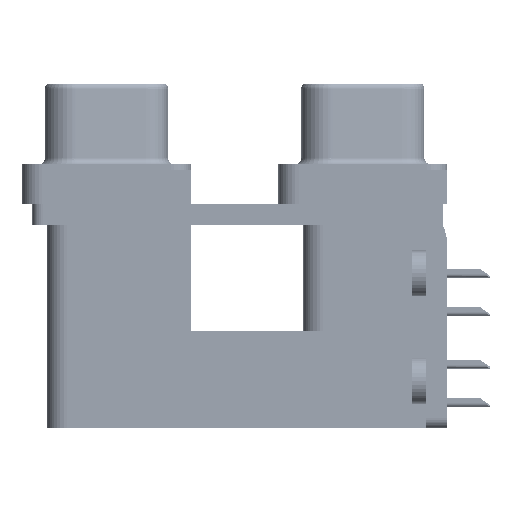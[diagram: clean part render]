
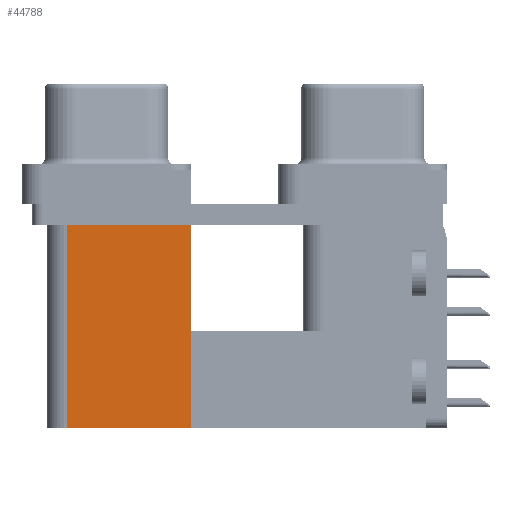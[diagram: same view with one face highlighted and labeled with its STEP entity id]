
A CAD part, left-side view. The second image highlights one B-rep face of the part: STEP entity #44788.
In plain terms, the highlighted planar face has unit normal (-1, 0, 0).
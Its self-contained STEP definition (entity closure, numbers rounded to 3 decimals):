
#251 = LINE ( 'NONE', #8258, #13797 ) ;
#3865 = DIRECTION ( 'NONE',  ( 0., 1., 0. ) ) ;
#7733 = DIRECTION ( 'NONE',  ( 0., 0., 1. ) ) ;
#7827 = CARTESIAN_POINT ( 'NONE',  ( 3.79, 12.775, -2.5 ) ) ;
#8258 = CARTESIAN_POINT ( 'NONE',  ( 3.79, 21.975, -19.2 ) ) ;
#9078 = CARTESIAN_POINT ( 'NONE',  ( 3.79, 12.775, -19.2 ) ) ;
#13797 = VECTOR ( 'NONE', #7733, 1000. ) ;
#15989 = DIRECTION ( 'NONE',  ( 0., 1., 0. ) ) ;
#19157 = VERTEX_POINT ( 'NONE', #33930 ) ;
#19867 = CARTESIAN_POINT ( 'NONE',  ( 3.79, 12.775, -2.5 ) ) ;
#20154 = FACE_OUTER_BOUND ( 'NONE', #37513, .T. ) ;
#20864 = LINE ( 'NONE', #19867, #40117 ) ;
#20911 = DIRECTION ( 'NONE',  ( 1., 0., 0. ) ) ;
#21125 = EDGE_CURVE ( 'NONE', #19157, #39882, #251, .T. ) ;
#22560 = ORIENTED_EDGE ( 'NONE', *, *, #21125, .F. ) ;
#23461 = ORIENTED_EDGE ( 'NONE', *, *, #46618, .T. ) ;
#23824 = EDGE_CURVE ( 'NONE', #45957, #19157, #32441, .T. ) ;
#23890 = CARTESIAN_POINT ( 'NONE',  ( 3.79, 21.975, -2.5 ) ) ;
#24260 = LINE ( 'NONE', #39939, #32645 ) ;
#25715 = EDGE_CURVE ( 'NONE', #45957, #42046, #24260, .T. ) ;
#31680 = CARTESIAN_POINT ( 'NONE',  ( 3.79, 12.775, -19.2 ) ) ;
#32441 = LINE ( 'NONE', #31680, #40173 ) ;
#32645 = VECTOR ( 'NONE', #44546, 1000. ) ;
#33930 = CARTESIAN_POINT ( 'NONE',  ( 3.79, 21.975, -19.2 ) ) ;
#34393 = ORIENTED_EDGE ( 'NONE', *, *, #25715, .T. ) ;
#35589 = ORIENTED_EDGE ( 'NONE', *, *, #23824, .F. ) ;
#35846 = PLANE ( 'NONE',  #47452 ) ;
#36601 = DIRECTION ( 'NONE',  ( 0., 0., -1. ) ) ;
#37513 = EDGE_LOOP ( 'NONE', ( #23461, #22560, #35589, #34393 ) ) ;
#39882 = VERTEX_POINT ( 'NONE', #23890 ) ;
#39939 = CARTESIAN_POINT ( 'NONE',  ( 3.79, 12.775, -19.2 ) ) ;
#40117 = VECTOR ( 'NONE', #15989, 1000. ) ;
#40173 = VECTOR ( 'NONE', #3865, 1000. ) ;
#42046 = VERTEX_POINT ( 'NONE', #7827 ) ;
#44546 = DIRECTION ( 'NONE',  ( 0., 0., 1. ) ) ;
#44788 = ADVANCED_FACE ( 'NONE', ( #20154 ), #35846, .F. ) ;
#45957 = VERTEX_POINT ( 'NONE', #50760 ) ;
#46618 = EDGE_CURVE ( 'NONE', #42046, #39882, #20864, .T. ) ;
#47452 = AXIS2_PLACEMENT_3D ( 'NONE', #9078, #20911, #36601 ) ;
#50760 = CARTESIAN_POINT ( 'NONE',  ( 3.79, 12.775, -19.2 ) ) ;
